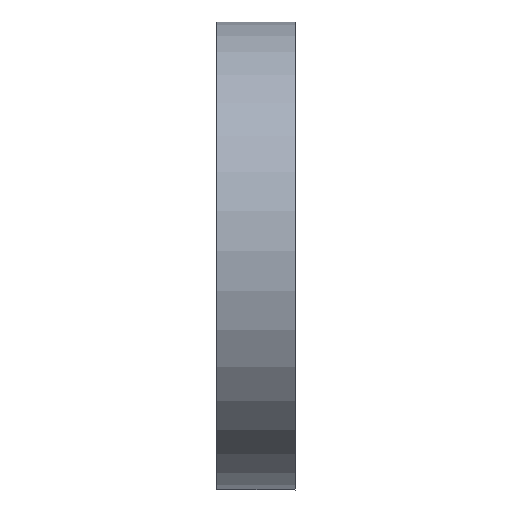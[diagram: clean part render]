
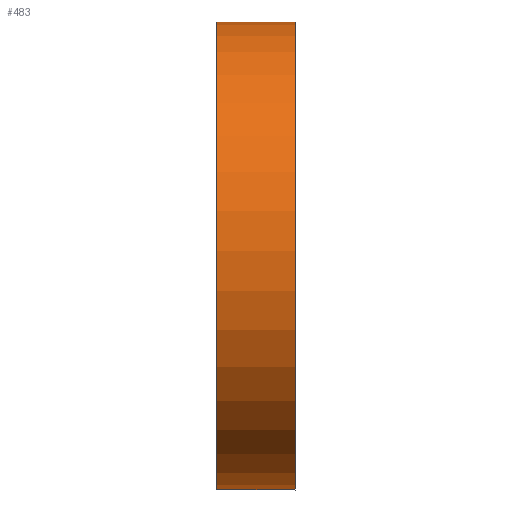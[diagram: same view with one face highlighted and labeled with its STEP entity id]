
A CAD part, left-side view. The second image highlights one B-rep face of the part: STEP entity #483.
In plain terms, the highlighted cylindrical face has radius 12 mm (diameter 24 mm), a partial arc.
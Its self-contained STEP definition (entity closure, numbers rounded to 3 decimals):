
#21=CYLINDRICAL_SURFACE('',#535,12.);
#54=FACE_OUTER_BOUND('',#82,.T.);
#82=EDGE_LOOP('',(#422,#423,#424,#425));
#135=LINE('',#787,#185);
#139=LINE('',#796,#189);
#185=VECTOR('',#651,10.);
#189=VECTOR('',#661,10.);
#190=CIRCLE('',#500,12.);
#205=CIRCLE('',#536,12.);
#206=VERTEX_POINT('',#670);
#207=VERTEX_POINT('',#671);
#244=VERTEX_POINT('',#784);
#247=VERTEX_POINT('',#794);
#248=EDGE_CURVE('',#206,#207,#190,.T.);
#307=EDGE_CURVE('',#244,#206,#135,.T.);
#312=EDGE_CURVE('',#247,#207,#139,.T.);
#313=EDGE_CURVE('',#244,#247,#205,.T.);
#422=ORIENTED_EDGE('',*,*,#313,.T.);
#423=ORIENTED_EDGE('',*,*,#312,.T.);
#424=ORIENTED_EDGE('',*,*,#248,.F.);
#425=ORIENTED_EDGE('',*,*,#307,.F.);
#483=ADVANCED_FACE('',(#54),#21,.T.);
#500=AXIS2_PLACEMENT_3D('',#672,#542,#543);
#535=AXIS2_PLACEMENT_3D('',#797,#662,#663);
#536=AXIS2_PLACEMENT_3D('',#798,#664,#665);
#542=DIRECTION('center_axis',(0.,1.,0.));
#543=DIRECTION('ref_axis',(-1.,0.,0.));
#651=DIRECTION('',(0.,1.,0.));
#661=DIRECTION('',(0.,1.,0.));
#662=DIRECTION('center_axis',(0.,1.,0.));
#663=DIRECTION('ref_axis',(-1.,0.,0.024));
#664=DIRECTION('center_axis',(0.,1.,0.));
#665=DIRECTION('ref_axis',(1.,0.,0.));
#670=CARTESIAN_POINT('',(11.435,4.,-2.988));
#671=CARTESIAN_POINT('',(12.,4.,21.));
#672=CARTESIAN_POINT('Origin',(11.976,4.,9.));
#784=CARTESIAN_POINT('',(11.435,0.,-2.988));
#787=CARTESIAN_POINT('',(11.435,0.,-2.988));
#794=CARTESIAN_POINT('',(12.,0.,21.));
#796=CARTESIAN_POINT('',(12.,0.,21.));
#797=CARTESIAN_POINT('Origin',(11.976,0.,9.));
#798=CARTESIAN_POINT('Origin',(11.976,0.,9.));
